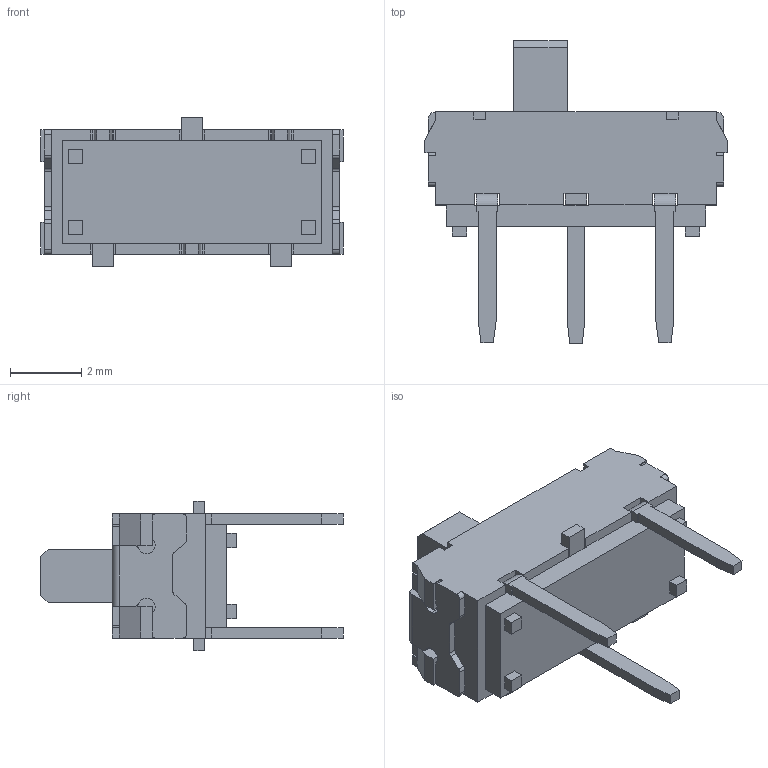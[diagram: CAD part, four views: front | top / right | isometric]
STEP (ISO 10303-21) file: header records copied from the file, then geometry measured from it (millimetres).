
FILE_DESCRIPTION (( 'STEP AP214' ), '1' );
FILE_NAME ('JS102011CQN.STEP', '2023-08-24T10:48:23', ( '' ), ( '' ), 'SwSTEP 2.0', 'SolidWorks 2022', '' );
FILE_SCHEMA (( 'AUTOMOTIVE_DESIGN' ));
Length unit declared in the file: millimetre
Products named in the file (1): JS102011CQN
Bounding box: 8.5 x 8.5 x 4.2 mm (x, y, z)
Volume: 89.3 mm3; surface area: 220.4 mm2
Topology: 1 solids, 1 shells, 275 faces, 781 edges, 516 vertices
Faces by surface type: plane 194, bspline 47, cylinder 34
Entity records: 10193 total; most frequent: CARTESIAN_POINT 2375, ORIENTED_EDGE 1562, DIRECTION 1264, EDGE_CURVE 781, VECTOR 670, LINE 670, VERTEX_POINT 516, AXIS2_PLACEMENT_3D 297
